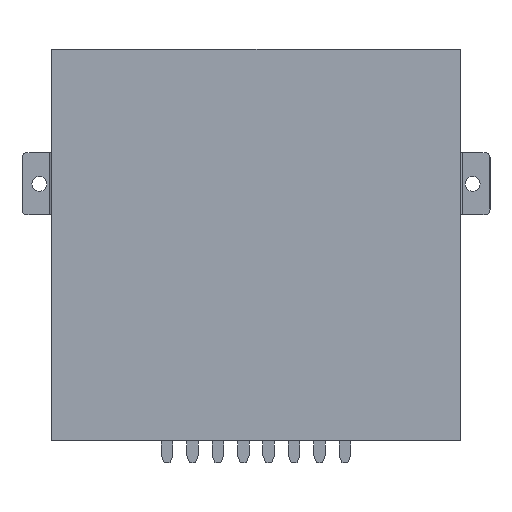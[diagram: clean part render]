
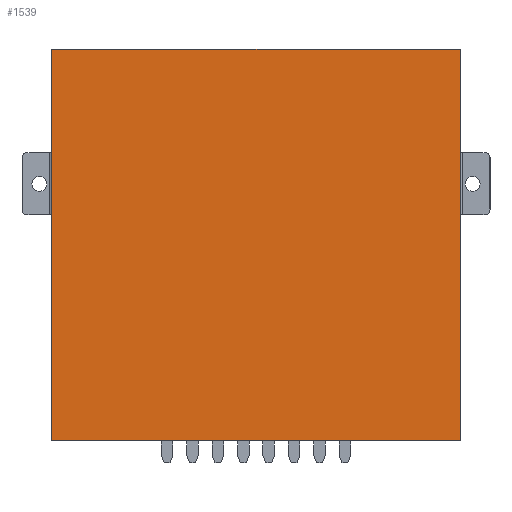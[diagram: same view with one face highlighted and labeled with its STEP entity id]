
A CAD part, front view. The second image highlights one B-rep face of the part: STEP entity #1539.
In plain terms, the highlighted planar face has unit normal (0, -1, 0).
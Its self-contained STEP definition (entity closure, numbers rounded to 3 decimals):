
#1512=AXIS2_PLACEMENT_3D('Plane Axis2P3D',#1509,#1510,#1511) ;
#1033=CARTESIAN_POINT('Vertex',(16.4,0.,0.9)) ;
#1036=CARTESIAN_POINT('Line Origine',(8.2,0.,0.9)) ;
#1040=CARTESIAN_POINT('Vertex',(0.,0.,0.9)) ;
#1509=CARTESIAN_POINT('Axis2P3D Location',(16.4,0.,0.9)) ;
#1514=CARTESIAN_POINT('Line Origine',(0.,0.,8.75)) ;
#1518=CARTESIAN_POINT('Vertex',(0.,0.,16.6)) ;
#1521=CARTESIAN_POINT('Line Origine',(16.4,0.,8.75)) ;
#1525=CARTESIAN_POINT('Vertex',(16.4,0.,16.6)) ;
#1528=CARTESIAN_POINT('Line Origine',(8.2,0.,16.6)) ;
#1037=DIRECTION('Vector Direction',(-1.,0.,0.)) ;
#1510=DIRECTION('Axis2P3D Direction',(0.,1.,-0.)) ;
#1511=DIRECTION('Axis2P3D XDirection',(-1.,0.,0.)) ;
#1515=DIRECTION('Vector Direction',(0.,0.,1.)) ;
#1522=DIRECTION('Vector Direction',(0.,0.,1.)) ;
#1529=DIRECTION('Vector Direction',(-1.,0.,0.)) ;
#1038=VECTOR('Line Direction',#1037,1.) ;
#1516=VECTOR('Line Direction',#1515,1.) ;
#1523=VECTOR('Line Direction',#1522,1.) ;
#1530=VECTOR('Line Direction',#1529,1.) ;
#1534=ORIENTED_EDGE('',*,*,#1520,.F.) ;
#1535=ORIENTED_EDGE('',*,*,#1042,.T.) ;
#1536=ORIENTED_EDGE('',*,*,#1527,.T.) ;
#1537=ORIENTED_EDGE('',*,*,#1532,.F.) ;
#1539=ADVANCED_FACE('Hauptkoerper',(#1538),#1513,.F.) ;
#1042=EDGE_CURVE('',#1041,#1034,#1039,.F.) ;
#1520=EDGE_CURVE('',#1041,#1519,#1517,.T.) ;
#1527=EDGE_CURVE('',#1034,#1526,#1524,.T.) ;
#1532=EDGE_CURVE('',#1519,#1526,#1531,.F.) ;
#1533=EDGE_LOOP('',(#1534,#1535,#1536,#1537)) ;
#1538=FACE_OUTER_BOUND('',#1533,.T.) ;
#1039=LINE('Line',#1036,#1038) ;
#1517=LINE('Line',#1514,#1516) ;
#1524=LINE('Line',#1521,#1523) ;
#1531=LINE('Line',#1528,#1530) ;
#1513=PLANE('',#1512) ;
#1034=VERTEX_POINT('',#1033) ;
#1041=VERTEX_POINT('',#1040) ;
#1519=VERTEX_POINT('',#1518) ;
#1526=VERTEX_POINT('',#1525) ;
